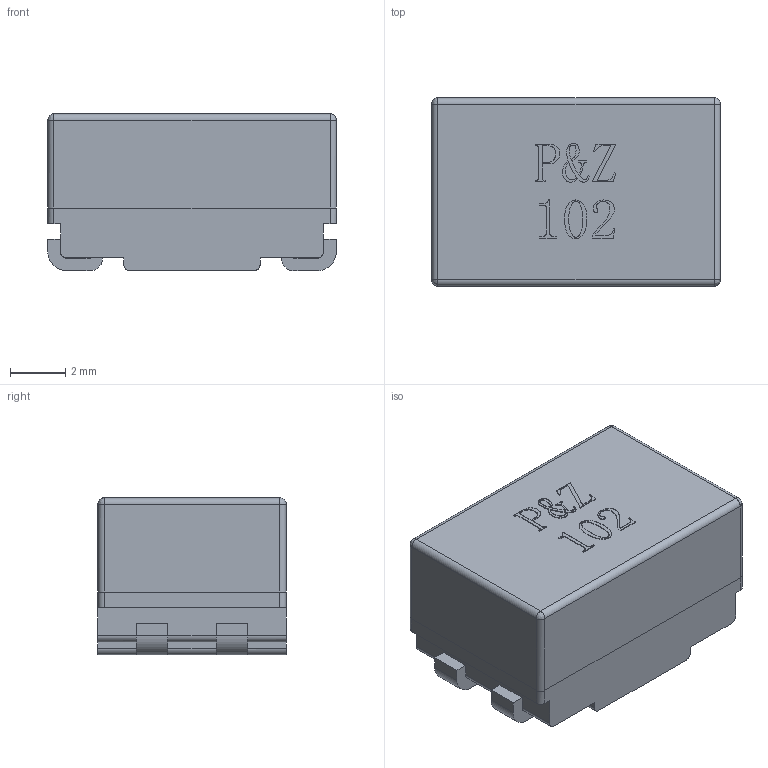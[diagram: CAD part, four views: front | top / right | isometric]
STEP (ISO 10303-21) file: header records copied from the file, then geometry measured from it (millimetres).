
FILE_DESCRIPTION(('FreeCAD Model'),'2;1');
FILE_NAME('Open CASCADE Shape Model','2025-04-29T09:52:23',('FreeCAD'),( 'FreeCAD'),'Open CASCADE STEP processor 7.6','FreeCAD','Unknown');
FILE_SCHEMA(('AUTOMOTIVE_DESIGN { 1 0 10303 214 1 1 1 1 }'));
Length unit declared in the file: millimetre
Products named in the file (1): Open CASCADE STEP translator 7.6 1
Bounding box: 10.47 x 6.83 x 5.71 mm (x, y, z)
Volume: 273.4 mm3; surface area: 680.5 mm2
Topology: 6 solids, 6 shells, 241 faces, 637 edges, 418 vertices
Faces by surface type: bspline 241
Entity records: 9515 total; most frequent: CARTESIAN_POINT 5633, ORIENTED_EDGE 1266, EDGE_CURVE 633, B_SPLINE_CURVE_WITH_KNOTS 567, VERTEX_POINT 418, FACE_BOUND 263, EDGE_LOOP 263, ADVANCED_FACE 241
